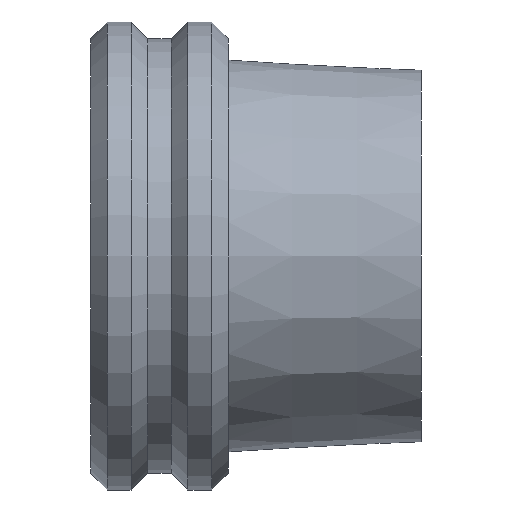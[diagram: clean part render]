
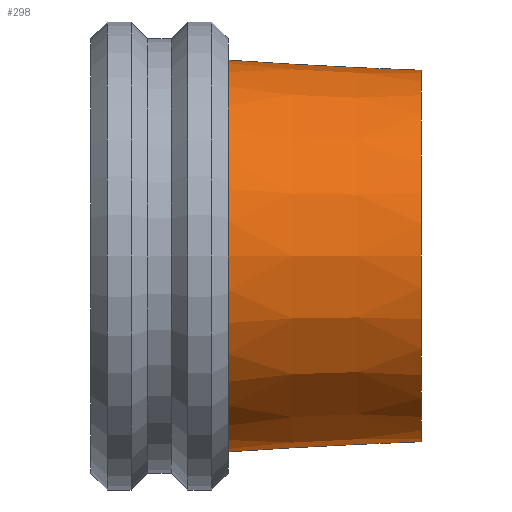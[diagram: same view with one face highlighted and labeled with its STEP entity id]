
A CAD part, left-side view. The second image highlights one B-rep face of the part: STEP entity #298.
In plain terms, the highlighted conical face has half-angle 3 degrees and reference radius 51.361 mm.
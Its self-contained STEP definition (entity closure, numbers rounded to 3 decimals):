
#44=FACE_OUTER_BOUND('',#66,.T.);
#66=EDGE_LOOP('',(#263,#264,#265,#266));
#84=LINE('',#541,#102);
#102=VECTOR('',#458,51.361);
#118=CIRCLE('',#340,49.998);
#124=CIRCLE('',#353,52.723);
#140=VERTEX_POINT('',#512);
#146=VERTEX_POINT('',#538);
#173=EDGE_CURVE('',#140,#140,#118,.T.);
#185=EDGE_CURVE('',#146,#146,#124,.T.);
#186=EDGE_CURVE('',#146,#140,#84,.T.);
#263=ORIENTED_EDGE('',*,*,#185,.T.);
#264=ORIENTED_EDGE('',*,*,#186,.T.);
#265=ORIENTED_EDGE('',*,*,#173,.F.);
#266=ORIENTED_EDGE('',*,*,#186,.F.);
#278=CONICAL_SURFACE('',#354,51.361,0.052);
#298=ADVANCED_FACE('',(#44),#278,.T.);
#340=AXIS2_PLACEMENT_3D('',#514,#422,#423);
#353=AXIS2_PLACEMENT_3D('',#539,#454,#455);
#354=AXIS2_PLACEMENT_3D('',#540,#456,#457);
#422=DIRECTION('center_axis',(0.,-1.,0.));
#423=DIRECTION('ref_axis',(1.,0.,0.));
#454=DIRECTION('center_axis',(0.,-1.,0.));
#455=DIRECTION('ref_axis',(1.,0.,0.));
#456=DIRECTION('center_axis',(0.,1.,0.));
#457=DIRECTION('ref_axis',(1.,0.,0.));
#458=DIRECTION('',(0.052,-0.999,0.));
#512=CARTESIAN_POINT('',(-49.998,0.,0.));
#514=CARTESIAN_POINT('Origin',(0.,0.,0.));
#538=CARTESIAN_POINT('',(-52.723,52.,0.));
#539=CARTESIAN_POINT('Origin',(0.,52.,0.));
#540=CARTESIAN_POINT('Origin',(0.,26.,0.));
#541=CARTESIAN_POINT('',(-51.361,26.,0.));
